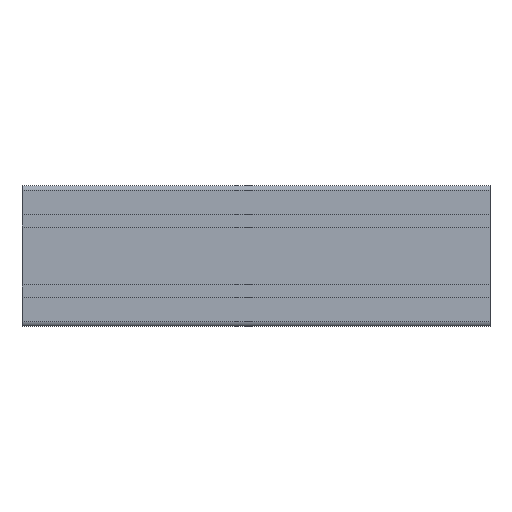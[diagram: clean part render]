
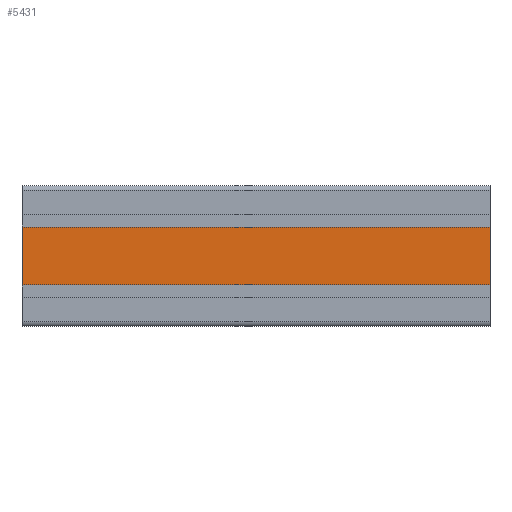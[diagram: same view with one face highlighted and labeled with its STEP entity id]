
A CAD part, left-side view. The second image highlights one B-rep face of the part: STEP entity #5431.
In plain terms, the highlighted face is planar.
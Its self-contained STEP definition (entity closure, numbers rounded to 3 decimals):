
#1186 = LINE ( 'NONE', #1187, #2847 ) ;
#1187 = CARTESIAN_POINT ( 'NONE',  ( 30., -18.4, 0. ) ) ;
#1196 = DIRECTION ( 'NONE',  ( 0., 1., 0. ) ) ;
#1543 = CARTESIAN_POINT ( 'NONE',  ( 30., -18.4, -300. ) ) ;
#1544 = CARTESIAN_POINT ( 'NONE',  ( 30., 18.4, 0. ) ) ;
#1557 = CARTESIAN_POINT ( 'NONE',  ( 30., 18.4, -300. ) ) ;
#1568 = CARTESIAN_POINT ( 'NONE',  ( 30., -18.4, 0. ) ) ;
#2222 = LINE ( 'NONE', #2227, #2715 ) ;
#2227 = CARTESIAN_POINT ( 'NONE',  ( 30., -18.4, -300. ) ) ;
#2229 = DIRECTION ( 'NONE',  ( 0., 1., 0. ) ) ;
#2257 = CARTESIAN_POINT ( 'NONE',  ( 30., -18.4, -300. ) ) ;
#2262 = LINE ( 'NONE', #2257, #2755 ) ;
#2269 = LINE ( 'NONE', #2270, #2773 ) ;
#2270 = CARTESIAN_POINT ( 'NONE',  ( 30., 18.4, -300. ) ) ;
#2272 = DIRECTION ( 'NONE',  ( 0., 0., 1. ) ) ;
#2274 = DIRECTION ( 'NONE',  ( 0., 0., 1. ) ) ;
#2715 = VECTOR ( 'NONE', #2229, 1000. ) ;
#2755 = VECTOR ( 'NONE', #2272, 1000. ) ;
#2773 = VECTOR ( 'NONE', #2274, 1000. ) ;
#2847 = VECTOR ( 'NONE', #1196, 1000. ) ;
#3056 = ORIENTED_EDGE ( 'NONE', *, *, #5916, .F. ) ;
#3059 = ORIENTED_EDGE ( 'NONE', *, *, #5919, .T. ) ;
#3060 = ORIENTED_EDGE ( 'NONE', *, *, #5906, .T. ) ;
#4146 = AXIS2_PLACEMENT_3D ( 'NONE', #6473, #6459, #6466 ) ;
#5390 = ORIENTED_EDGE ( 'NONE', *, *, #6019, .F. ) ;
#5431 = ADVANCED_FACE ( 'PLANAR_21', ( #6465 ), #6457, .T. ) ;
#5906 = EDGE_CURVE ( 'NONE', #7068, #7069, #2222, .T. ) ;
#5916 = EDGE_CURVE ( 'NONE', #7068, #7097, #2262, .T. ) ;
#5919 = EDGE_CURVE ( 'NONE', #7069, #7071, #2269, .T. ) ;
#6019 = EDGE_CURVE ( 'NONE', #7097, #7071, #1186, .T. ) ;
#6457 = PLANE ( 'NONE',  #4146 ) ;
#6459 = DIRECTION ( 'NONE',  ( 1., 0., 0. ) ) ;
#6465 = FACE_OUTER_BOUND ( 'NONE', #7199, .T. ) ;
#6466 = DIRECTION ( 'NONE',  ( 0., 0., -1. ) ) ;
#6473 = CARTESIAN_POINT ( 'NONE',  ( 30., -18.4, -300. ) ) ;
#7068 = VERTEX_POINT ( 'NONE', #1543 ) ;
#7069 = VERTEX_POINT ( 'NONE', #1557 ) ;
#7071 = VERTEX_POINT ( 'NONE', #1544 ) ;
#7097 = VERTEX_POINT ( 'NONE', #1568 ) ;
#7199 = EDGE_LOOP ( 'NONE', ( #5390, #3056, #3060, #3059 ) ) ;
